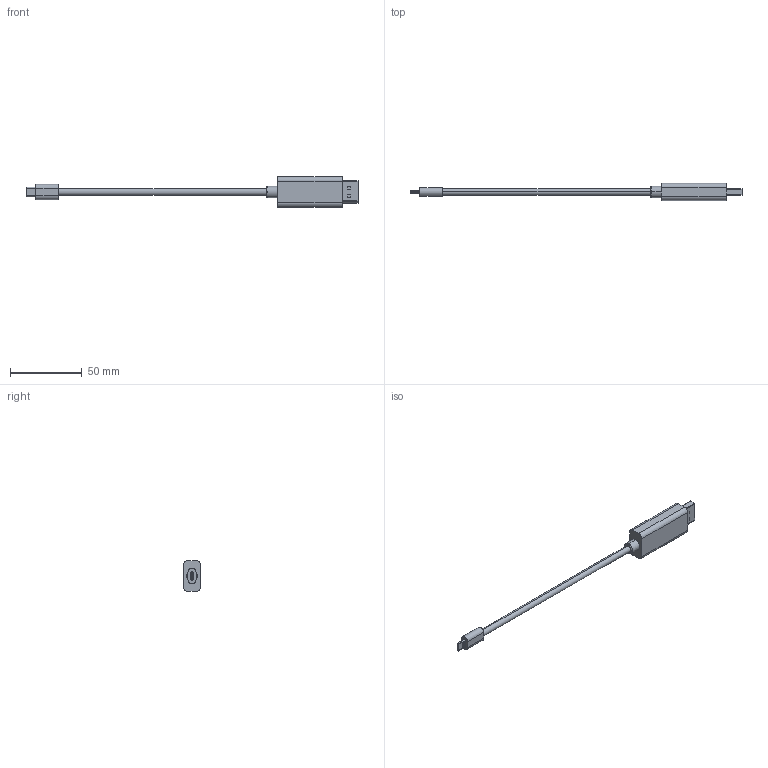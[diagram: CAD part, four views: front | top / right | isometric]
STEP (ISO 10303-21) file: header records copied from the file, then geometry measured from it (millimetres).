
FILE_DESCRIPTION (( 'STEP AP214' ), '1' );
FILE_NAME ('VPA00001_3D.STEP', '2020-10-01T16:08:25', ( '' ), ( '' ), 'SwSTEP 2.0', 'SolidWorks 2018', '' );
FILE_SCHEMA (( 'AUTOMOTIVE_DESIGN' ));
Length unit declared in the file: inch
Products named in the file (7): VPA00003-MA1; VHA00020-MA1; VPA00001_3D; VPA00001-MA1; 3AB16-041; 1AH04-006-WITHOUT HOUSING_Without Shell; 1AH04-006-MA1 LATCHES_Without Latches
Assembly tree (6 placements, depth 4):
  VPA00001_3D
    VHA00020-MA1
    VPA00001-MA1
      VPA00003-MA1
      1AH04-006-WITHOUT HOUSING_Without Shell
        1AH04-006-MA1 LATCHES_Without Latches
    3AB16-041
Bounding box: 231.22 x 11.94 x 21.34 mm (x, y, z)
Volume: 16506.4 mm3; surface area: 8057 mm2
Topology: 4 solids, 4 shells, 625 faces, 1811 edges, 1206 vertices
Faces by surface type: plane 486, cylinder 137, torus 2
Entity records: 25802 total; most frequent: CARTESIAN_POINT 3653, ORIENTED_EDGE 3622, DIRECTION 3361, EDGE_CURVE 1811, VECTOR 1533, LINE 1533, VERTEX_POINT 1206, AXIS2_PLACEMENT_3D 914
